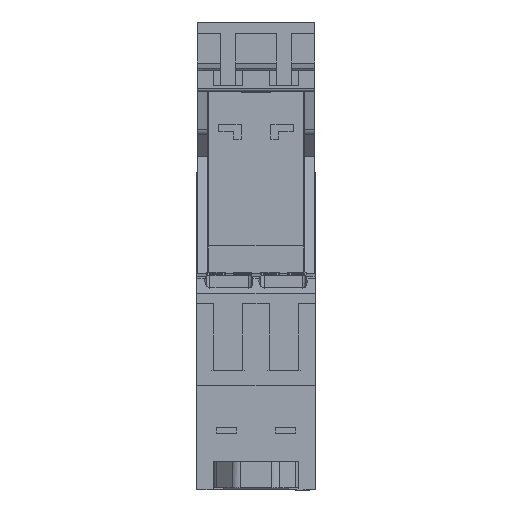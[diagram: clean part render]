
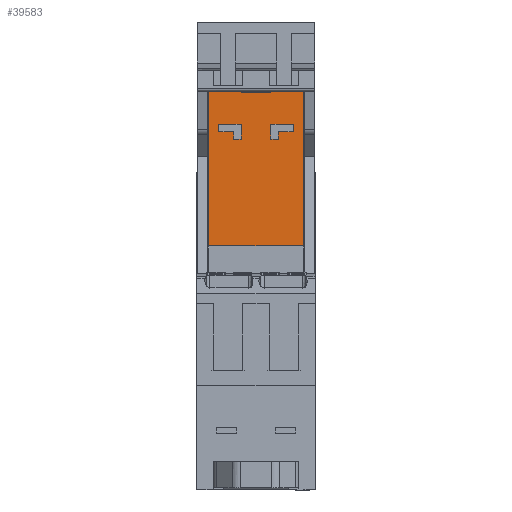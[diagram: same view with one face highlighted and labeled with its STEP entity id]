
A CAD part, front view. The second image highlights one B-rep face of the part: STEP entity #39583.
In plain terms, the highlighted planar face has unit normal (0, -1, 0).
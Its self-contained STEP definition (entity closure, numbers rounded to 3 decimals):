
#39424=AXIS2_PLACEMENT_3D('Plane Axis2P3D',#39421,#39422,#39423) ;
#39368=CARTESIAN_POINT('Vertex',(14.225,31.925,32.7)) ;
#39396=CARTESIAN_POINT('Vertex',(14.225,31.925,55.4)) ;
#39399=CARTESIAN_POINT('Line Origine',(14.225,31.925,44.05)) ;
#39421=CARTESIAN_POINT('Axis2P3D Location',(14.225,31.925,56.4)) ;
#39426=CARTESIAN_POINT('Line Origine',(9.925,31.925,54.3)) ;
#39430=CARTESIAN_POINT('Vertex',(9.925,31.925,55.4)) ;
#39432=CARTESIAN_POINT('Vertex',(9.925,31.925,53.2)) ;
#39435=CARTESIAN_POINT('Line Origine',(7.925,31.925,53.2)) ;
#39439=CARTESIAN_POINT('Vertex',(5.925,31.925,53.2)) ;
#39442=CARTESIAN_POINT('Line Origine',(5.925,31.925,54.3)) ;
#39446=CARTESIAN_POINT('Vertex',(5.925,31.925,55.4)) ;
#39449=CARTESIAN_POINT('Line Origine',(3.775,31.925,55.4)) ;
#39453=CARTESIAN_POINT('Vertex',(1.625,31.925,55.4)) ;
#39456=CARTESIAN_POINT('Line Origine',(1.625,31.925,44.05)) ;
#39460=CARTESIAN_POINT('Vertex',(1.625,31.925,32.7)) ;
#39463=CARTESIAN_POINT('Line Origine',(7.925,31.925,32.7)) ;
#39468=CARTESIAN_POINT('Line Origine',(12.075,31.925,55.4)) ;
#39483=CARTESIAN_POINT('Line Origine',(4.425,31.925,49.)) ;
#39487=CARTESIAN_POINT('Vertex',(2.925,31.925,49.)) ;
#39489=CARTESIAN_POINT('Vertex',(5.925,31.925,49.)) ;
#39492=CARTESIAN_POINT('Line Origine',(5.925,31.925,48.)) ;
#39496=CARTESIAN_POINT('Vertex',(5.925,31.925,47.)) ;
#39499=CARTESIAN_POINT('Line Origine',(5.425,31.925,47.)) ;
#39503=CARTESIAN_POINT('Vertex',(4.925,31.925,47.)) ;
#39506=CARTESIAN_POINT('Line Origine',(4.925,31.925,47.5)) ;
#39510=CARTESIAN_POINT('Vertex',(4.925,31.925,48.)) ;
#39513=CARTESIAN_POINT('Line Origine',(3.925,31.925,48.)) ;
#39517=CARTESIAN_POINT('Vertex',(2.925,31.925,48.)) ;
#39520=CARTESIAN_POINT('Line Origine',(2.925,31.925,48.5)) ;
#39533=CARTESIAN_POINT('Line Origine',(11.925,31.925,48.)) ;
#39537=CARTESIAN_POINT('Vertex',(12.925,31.925,48.)) ;
#39539=CARTESIAN_POINT('Vertex',(10.925,31.925,48.)) ;
#39542=CARTESIAN_POINT('Line Origine',(10.925,31.925,47.5)) ;
#39546=CARTESIAN_POINT('Vertex',(10.925,31.925,47.)) ;
#39549=CARTESIAN_POINT('Line Origine',(10.425,31.925,47.)) ;
#39553=CARTESIAN_POINT('Vertex',(9.925,31.925,47.)) ;
#39556=CARTESIAN_POINT('Line Origine',(9.925,31.925,48.)) ;
#39560=CARTESIAN_POINT('Vertex',(9.925,31.925,49.)) ;
#39563=CARTESIAN_POINT('Line Origine',(11.425,31.925,49.)) ;
#39567=CARTESIAN_POINT('Vertex',(12.925,31.925,49.)) ;
#39570=CARTESIAN_POINT('Line Origine',(12.925,31.925,48.5)) ;
#39400=DIRECTION('Vector Direction',(0.,0.,-1.)) ;
#39422=DIRECTION('Axis2P3D Direction',(0.,1.,0.)) ;
#39423=DIRECTION('Axis2P3D XDirection',(-1.,0.,0.)) ;
#39427=DIRECTION('Vector Direction',(0.,0.,-1.)) ;
#39436=DIRECTION('Vector Direction',(-1.,0.,0.)) ;
#39443=DIRECTION('Vector Direction',(0.,0.,-1.)) ;
#39450=DIRECTION('Vector Direction',(1.,0.,0.)) ;
#39457=DIRECTION('Vector Direction',(0.,0.,1.)) ;
#39464=DIRECTION('Vector Direction',(1.,0.,0.)) ;
#39469=DIRECTION('Vector Direction',(1.,0.,0.)) ;
#39484=DIRECTION('Vector Direction',(1.,0.,0.)) ;
#39493=DIRECTION('Vector Direction',(0.,0.,-1.)) ;
#39500=DIRECTION('Vector Direction',(-1.,0.,0.)) ;
#39507=DIRECTION('Vector Direction',(0.,0.,1.)) ;
#39514=DIRECTION('Vector Direction',(-1.,0.,0.)) ;
#39521=DIRECTION('Vector Direction',(0.,0.,1.)) ;
#39534=DIRECTION('Vector Direction',(-1.,0.,0.)) ;
#39543=DIRECTION('Vector Direction',(0.,0.,-1.)) ;
#39550=DIRECTION('Vector Direction',(-1.,0.,0.)) ;
#39557=DIRECTION('Vector Direction',(0.,0.,1.)) ;
#39564=DIRECTION('Vector Direction',(1.,0.,0.)) ;
#39571=DIRECTION('Vector Direction',(0.,0.,-1.)) ;
#39401=VECTOR('Line Direction',#39400,1.) ;
#39428=VECTOR('Line Direction',#39427,1.) ;
#39437=VECTOR('Line Direction',#39436,1.) ;
#39444=VECTOR('Line Direction',#39443,1.) ;
#39451=VECTOR('Line Direction',#39450,1.) ;
#39458=VECTOR('Line Direction',#39457,1.) ;
#39465=VECTOR('Line Direction',#39464,1.) ;
#39470=VECTOR('Line Direction',#39469,1.) ;
#39485=VECTOR('Line Direction',#39484,1.) ;
#39494=VECTOR('Line Direction',#39493,1.) ;
#39501=VECTOR('Line Direction',#39500,1.) ;
#39508=VECTOR('Line Direction',#39507,1.) ;
#39515=VECTOR('Line Direction',#39514,1.) ;
#39522=VECTOR('Line Direction',#39521,1.) ;
#39535=VECTOR('Line Direction',#39534,1.) ;
#39544=VECTOR('Line Direction',#39543,1.) ;
#39551=VECTOR('Line Direction',#39550,1.) ;
#39558=VECTOR('Line Direction',#39557,1.) ;
#39565=VECTOR('Line Direction',#39564,1.) ;
#39572=VECTOR('Line Direction',#39571,1.) ;
#39474=ORIENTED_EDGE('',*,*,#39434,.T.) ;
#39475=ORIENTED_EDGE('',*,*,#39441,.F.) ;
#39476=ORIENTED_EDGE('',*,*,#39448,.F.) ;
#39477=ORIENTED_EDGE('',*,*,#39455,.T.) ;
#39478=ORIENTED_EDGE('',*,*,#39462,.F.) ;
#39479=ORIENTED_EDGE('',*,*,#39467,.T.) ;
#39480=ORIENTED_EDGE('',*,*,#39403,.F.) ;
#39481=ORIENTED_EDGE('',*,*,#39472,.T.) ;
#39526=ORIENTED_EDGE('',*,*,#39491,.T.) ;
#39527=ORIENTED_EDGE('',*,*,#39498,.T.) ;
#39528=ORIENTED_EDGE('',*,*,#39505,.T.) ;
#39529=ORIENTED_EDGE('',*,*,#39512,.T.) ;
#39530=ORIENTED_EDGE('',*,*,#39519,.T.) ;
#39531=ORIENTED_EDGE('',*,*,#39524,.T.) ;
#39576=ORIENTED_EDGE('',*,*,#39541,.T.) ;
#39577=ORIENTED_EDGE('',*,*,#39548,.T.) ;
#39578=ORIENTED_EDGE('',*,*,#39555,.T.) ;
#39579=ORIENTED_EDGE('',*,*,#39562,.T.) ;
#39580=ORIENTED_EDGE('',*,*,#39569,.T.) ;
#39581=ORIENTED_EDGE('',*,*,#39574,.T.) ;
#39532=FACE_BOUND('',#39525,.T.) ;
#39582=FACE_BOUND('',#39575,.T.) ;
#39583=ADVANCED_FACE('RELAIS_OBEN',(#39482,#39532,#39582),#39425,.F.) ;
#39403=EDGE_CURVE('',#39397,#39369,#39402,.T.) ;
#39434=EDGE_CURVE('',#39431,#39433,#39429,.T.) ;
#39441=EDGE_CURVE('',#39440,#39433,#39438,.F.) ;
#39448=EDGE_CURVE('',#39447,#39440,#39445,.T.) ;
#39455=EDGE_CURVE('',#39447,#39454,#39452,.F.) ;
#39462=EDGE_CURVE('',#39461,#39454,#39459,.T.) ;
#39467=EDGE_CURVE('',#39461,#39369,#39466,.T.) ;
#39472=EDGE_CURVE('',#39397,#39431,#39471,.F.) ;
#39491=EDGE_CURVE('',#39488,#39490,#39486,.T.) ;
#39498=EDGE_CURVE('',#39490,#39497,#39495,.T.) ;
#39505=EDGE_CURVE('',#39497,#39504,#39502,.T.) ;
#39512=EDGE_CURVE('',#39504,#39511,#39509,.T.) ;
#39519=EDGE_CURVE('',#39511,#39518,#39516,.T.) ;
#39524=EDGE_CURVE('',#39518,#39488,#39523,.T.) ;
#39541=EDGE_CURVE('',#39538,#39540,#39536,.T.) ;
#39548=EDGE_CURVE('',#39540,#39547,#39545,.T.) ;
#39555=EDGE_CURVE('',#39547,#39554,#39552,.T.) ;
#39562=EDGE_CURVE('',#39554,#39561,#39559,.T.) ;
#39569=EDGE_CURVE('',#39561,#39568,#39566,.T.) ;
#39574=EDGE_CURVE('',#39568,#39538,#39573,.T.) ;
#39473=EDGE_LOOP('',(#39474,#39475,#39476,#39477,#39478,#39479,#39480,#39481)) ;
#39525=EDGE_LOOP('',(#39526,#39527,#39528,#39529,#39530,#39531)) ;
#39575=EDGE_LOOP('',(#39576,#39577,#39578,#39579,#39580,#39581)) ;
#39482=FACE_OUTER_BOUND('',#39473,.T.) ;
#39402=LINE('Line',#39399,#39401) ;
#39429=LINE('Line',#39426,#39428) ;
#39438=LINE('Line',#39435,#39437) ;
#39445=LINE('Line',#39442,#39444) ;
#39452=LINE('Line',#39449,#39451) ;
#39459=LINE('Line',#39456,#39458) ;
#39466=LINE('Line',#39463,#39465) ;
#39471=LINE('Line',#39468,#39470) ;
#39486=LINE('Line',#39483,#39485) ;
#39495=LINE('Line',#39492,#39494) ;
#39502=LINE('Line',#39499,#39501) ;
#39509=LINE('Line',#39506,#39508) ;
#39516=LINE('Line',#39513,#39515) ;
#39523=LINE('Line',#39520,#39522) ;
#39536=LINE('Line',#39533,#39535) ;
#39545=LINE('Line',#39542,#39544) ;
#39552=LINE('Line',#39549,#39551) ;
#39559=LINE('Line',#39556,#39558) ;
#39566=LINE('Line',#39563,#39565) ;
#39573=LINE('Line',#39570,#39572) ;
#39425=PLANE('',#39424) ;
#39369=VERTEX_POINT('',#39368) ;
#39397=VERTEX_POINT('',#39396) ;
#39431=VERTEX_POINT('',#39430) ;
#39433=VERTEX_POINT('',#39432) ;
#39440=VERTEX_POINT('',#39439) ;
#39447=VERTEX_POINT('',#39446) ;
#39454=VERTEX_POINT('',#39453) ;
#39461=VERTEX_POINT('',#39460) ;
#39488=VERTEX_POINT('',#39487) ;
#39490=VERTEX_POINT('',#39489) ;
#39497=VERTEX_POINT('',#39496) ;
#39504=VERTEX_POINT('',#39503) ;
#39511=VERTEX_POINT('',#39510) ;
#39518=VERTEX_POINT('',#39517) ;
#39538=VERTEX_POINT('',#39537) ;
#39540=VERTEX_POINT('',#39539) ;
#39547=VERTEX_POINT('',#39546) ;
#39554=VERTEX_POINT('',#39553) ;
#39561=VERTEX_POINT('',#39560) ;
#39568=VERTEX_POINT('',#39567) ;
